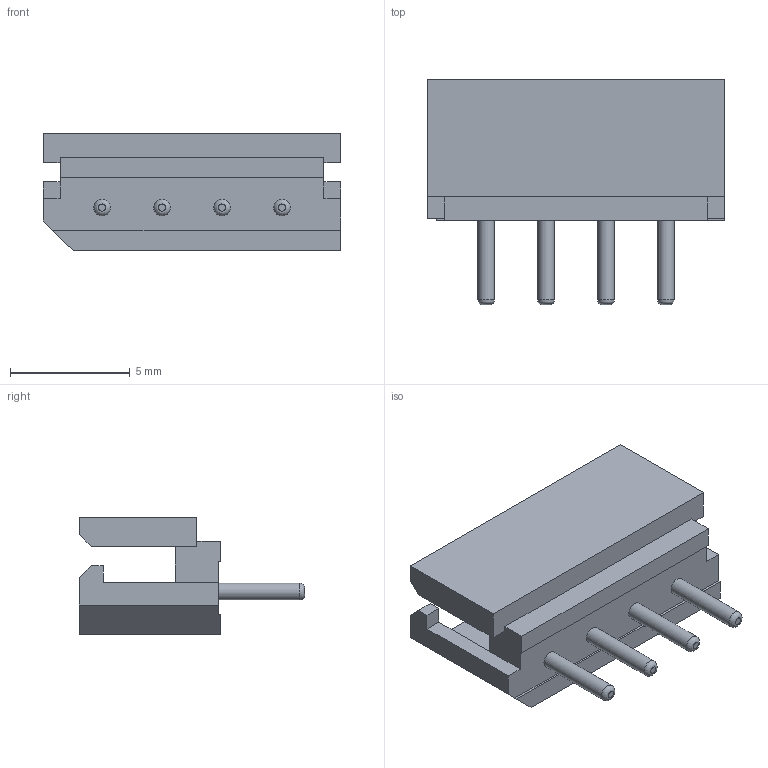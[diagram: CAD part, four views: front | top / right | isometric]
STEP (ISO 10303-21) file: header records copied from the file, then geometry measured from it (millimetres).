
FILE_DESCRIPTION(/* description */ (''),/* implementation_level */ '2;1');
FILE_NAME(/* name */ 'Molex-022035045.step',/* time_stamp */ '2018-10-19T16:20:30+11:00',/* author */ ('TaylorY96'),/* organization */ (''),/* preprocessor_version */ 'ST-DEVELOPER v17.2',/* originating_system */ 'Autodesk Translation Framework v7.6.0.251',/* authorisation */ '');
FILE_SCHEMA (('AUTOMOTIVE_DESIGN { 1 0 10303 214 3 1 1 }'));
Length unit declared in the file: millimetre
Products named in the file (1): 022035045
Bounding box: 12.4 x 9.4 x 4.9 mm (x, y, z)
Volume: 188.6 mm3; surface area: 482 mm2
Topology: 1 solids, 1 shells, 79 faces, 205 edges, 136 vertices
Faces by surface type: plane 63, cylinder 8, bspline 8
Full cylindrical faces by diameter (mm): 0.7 x8
Entity records: 2622 total; most frequent: CARTESIAN_POINT 629, ORIENTED_EDGE 410, DIRECTION 399, EDGE_CURVE 205, LINE 155, VECTOR 155, VERTEX_POINT 136, AXIS2_PLACEMENT_3D 122
